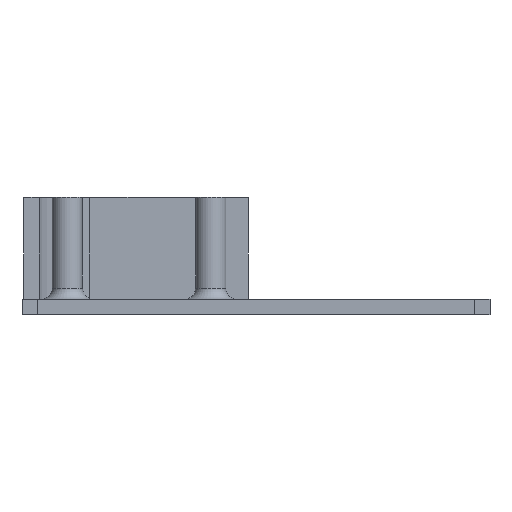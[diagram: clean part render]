
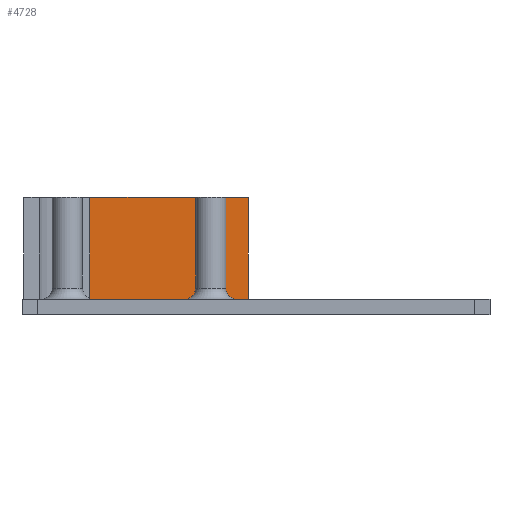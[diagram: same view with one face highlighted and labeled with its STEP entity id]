
A CAD part, front view. The second image highlights one B-rep face of the part: STEP entity #4728.
In plain terms, the highlighted planar face has unit normal (0, -1, 0).
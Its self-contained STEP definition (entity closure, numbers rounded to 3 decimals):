
#31 = PLANE('',#32);
#32 = AXIS2_PLACEMENT_3D('',#33,#34,#35);
#33 = CARTESIAN_POINT('',(0.,0.,2.));
#34 = DIRECTION('',(-0.,-0.,-1.));
#35 = DIRECTION('',(-1.,0.,0.));
#62 = VERTEX_POINT('',#63);
#63 = CARTESIAN_POINT('',(-22.01,26.5,2.));
#84 = CYLINDRICAL_SURFACE('',#85,6.99);
#85 = AXIS2_PLACEMENT_3D('',#86,#87,#88);
#86 = CARTESIAN_POINT('',(-22.01,19.51,2.));
#87 = DIRECTION('',(0.,0.,1.));
#88 = DIRECTION('',(0.,1.,0.));
#96 = EDGE_CURVE('',#97,#62,#99,.T.);
#97 = VERTEX_POINT('',#98);
#98 = CARTESIAN_POINT('',(-1.,26.5,2.));
#99 = SURFACE_CURVE('',#100,(#104,#111),.PCURVE_S1.);
#100 = LINE('',#101,#102);
#101 = CARTESIAN_POINT('',(-1.,26.5,2.));
#102 = VECTOR('',#103,1.);
#103 = DIRECTION('',(-1.,0.,0.));
#104 = PCURVE('',#31,#105);
#105 = DEFINITIONAL_REPRESENTATION('',(#106),#110);
#106 = LINE('',#107,#108);
#107 = CARTESIAN_POINT('',(1.,26.5));
#108 = VECTOR('',#109,1.);
#109 = DIRECTION('',(1.,0.));
#110 = ( GEOMETRIC_REPRESENTATION_CONTEXT(2) 
PARAMETRIC_REPRESENTATION_CONTEXT() REPRESENTATION_CONTEXT('2D SPACE',''
  ) );
#111 = PCURVE('',#112,#117);
#112 = PLANE('',#113);
#113 = AXIS2_PLACEMENT_3D('',#114,#115,#116);
#114 = CARTESIAN_POINT('',(-1.,26.5,2.));
#115 = DIRECTION('',(0.,-1.,0.));
#116 = DIRECTION('',(-1.,0.,0.));
#117 = DEFINITIONAL_REPRESENTATION('',(#118),#122);
#118 = LINE('',#119,#120);
#119 = CARTESIAN_POINT('',(0.,-0.));
#120 = VECTOR('',#121,1.);
#121 = DIRECTION('',(1.,0.));
#122 = ( GEOMETRIC_REPRESENTATION_CONTEXT(2) 
PARAMETRIC_REPRESENTATION_CONTEXT() REPRESENTATION_CONTEXT('2D SPACE',''
  ) );
#140 = PLANE('',#141);
#141 = AXIS2_PLACEMENT_3D('',#142,#143,#144);
#142 = CARTESIAN_POINT('',(-1.,28.5,2.));
#143 = DIRECTION('',(1.,0.,0.));
#144 = DIRECTION('',(0.,-1.,0.));
#1837 = EDGE_CURVE('',#62,#1838,#1840,.T.);
#1838 = VERTEX_POINT('',#1839);
#1839 = CARTESIAN_POINT('',(-22.01,26.5,15.5));
#1840 = SURFACE_CURVE('',#1841,(#1845,#1852),.PCURVE_S1.);
#1841 = LINE('',#1842,#1843);
#1842 = CARTESIAN_POINT('',(-22.01,26.5,2.));
#1843 = VECTOR('',#1844,1.);
#1844 = DIRECTION('',(0.,0.,1.));
#1845 = PCURVE('',#84,#1846);
#1846 = DEFINITIONAL_REPRESENTATION('',(#1847),#1851);
#1847 = LINE('',#1848,#1849);
#1848 = CARTESIAN_POINT('',(0.,0.));
#1849 = VECTOR('',#1850,1.);
#1850 = DIRECTION('',(0.,1.));
#1851 = ( GEOMETRIC_REPRESENTATION_CONTEXT(2) 
PARAMETRIC_REPRESENTATION_CONTEXT() REPRESENTATION_CONTEXT('2D SPACE',''
  ) );
#1852 = PCURVE('',#112,#1853);
#1853 = DEFINITIONAL_REPRESENTATION('',(#1854),#1858);
#1854 = LINE('',#1855,#1856);
#1855 = CARTESIAN_POINT('',(21.01,0.));
#1856 = VECTOR('',#1857,1.);
#1857 = DIRECTION('',(0.,-1.));
#1858 = ( GEOMETRIC_REPRESENTATION_CONTEXT(2) 
PARAMETRIC_REPRESENTATION_CONTEXT() REPRESENTATION_CONTEXT('2D SPACE',''
  ) );
#1904 = PLANE('',#1905);
#1905 = AXIS2_PLACEMENT_3D('',#1906,#1907,#1908);
#1906 = CARTESIAN_POINT('',(-18.513,26.513,15.5));
#1907 = DIRECTION('',(-0.,-0.,-1.));
#1908 = DIRECTION('',(-1.,0.,0.));
#4685 = VERTEX_POINT('',#4686);
#4686 = CARTESIAN_POINT('',(-1.,26.5,15.5));
#4707 = EDGE_CURVE('',#97,#4685,#4708,.T.);
#4708 = SURFACE_CURVE('',#4709,(#4713,#4720),.PCURVE_S1.);
#4709 = LINE('',#4710,#4711);
#4710 = CARTESIAN_POINT('',(-1.,26.5,2.));
#4711 = VECTOR('',#4712,1.);
#4712 = DIRECTION('',(0.,0.,1.));
#4713 = PCURVE('',#140,#4714);
#4714 = DEFINITIONAL_REPRESENTATION('',(#4715),#4719);
#4715 = LINE('',#4716,#4717);
#4716 = CARTESIAN_POINT('',(2.,0.));
#4717 = VECTOR('',#4718,1.);
#4718 = DIRECTION('',(0.,-1.));
#4719 = ( GEOMETRIC_REPRESENTATION_CONTEXT(2) 
PARAMETRIC_REPRESENTATION_CONTEXT() REPRESENTATION_CONTEXT('2D SPACE',''
  ) );
#4720 = PCURVE('',#112,#4721);
#4721 = DEFINITIONAL_REPRESENTATION('',(#4722),#4726);
#4722 = LINE('',#4723,#4724);
#4723 = CARTESIAN_POINT('',(0.,-0.));
#4724 = VECTOR('',#4725,1.);
#4725 = DIRECTION('',(0.,-1.));
#4726 = ( GEOMETRIC_REPRESENTATION_CONTEXT(2) 
PARAMETRIC_REPRESENTATION_CONTEXT() REPRESENTATION_CONTEXT('2D SPACE',''
  ) );
#4728 = ADVANCED_FACE('',(#4729),#112,.T.);
#4729 = FACE_BOUND('',#4730,.T.);
#4730 = EDGE_LOOP('',(#4731,#4732,#4733,#4754));
#4731 = ORIENTED_EDGE('',*,*,#96,.F.);
#4732 = ORIENTED_EDGE('',*,*,#4707,.T.);
#4733 = ORIENTED_EDGE('',*,*,#4734,.T.);
#4734 = EDGE_CURVE('',#4685,#1838,#4735,.T.);
#4735 = SURFACE_CURVE('',#4736,(#4740,#4747),.PCURVE_S1.);
#4736 = LINE('',#4737,#4738);
#4737 = CARTESIAN_POINT('',(-1.,26.5,15.5));
#4738 = VECTOR('',#4739,1.);
#4739 = DIRECTION('',(-1.,0.,0.));
#4740 = PCURVE('',#112,#4741);
#4741 = DEFINITIONAL_REPRESENTATION('',(#4742),#4746);
#4742 = LINE('',#4743,#4744);
#4743 = CARTESIAN_POINT('',(0.,-13.5));
#4744 = VECTOR('',#4745,1.);
#4745 = DIRECTION('',(1.,0.));
#4746 = ( GEOMETRIC_REPRESENTATION_CONTEXT(2) 
PARAMETRIC_REPRESENTATION_CONTEXT() REPRESENTATION_CONTEXT('2D SPACE',''
  ) );
#4747 = PCURVE('',#1904,#4748);
#4748 = DEFINITIONAL_REPRESENTATION('',(#4749),#4753);
#4749 = LINE('',#4750,#4751);
#4750 = CARTESIAN_POINT('',(-17.513,-0.013));
#4751 = VECTOR('',#4752,1.);
#4752 = DIRECTION('',(1.,0.));
#4753 = ( GEOMETRIC_REPRESENTATION_CONTEXT(2) 
PARAMETRIC_REPRESENTATION_CONTEXT() REPRESENTATION_CONTEXT('2D SPACE',''
  ) );
#4754 = ORIENTED_EDGE('',*,*,#1837,.F.);
